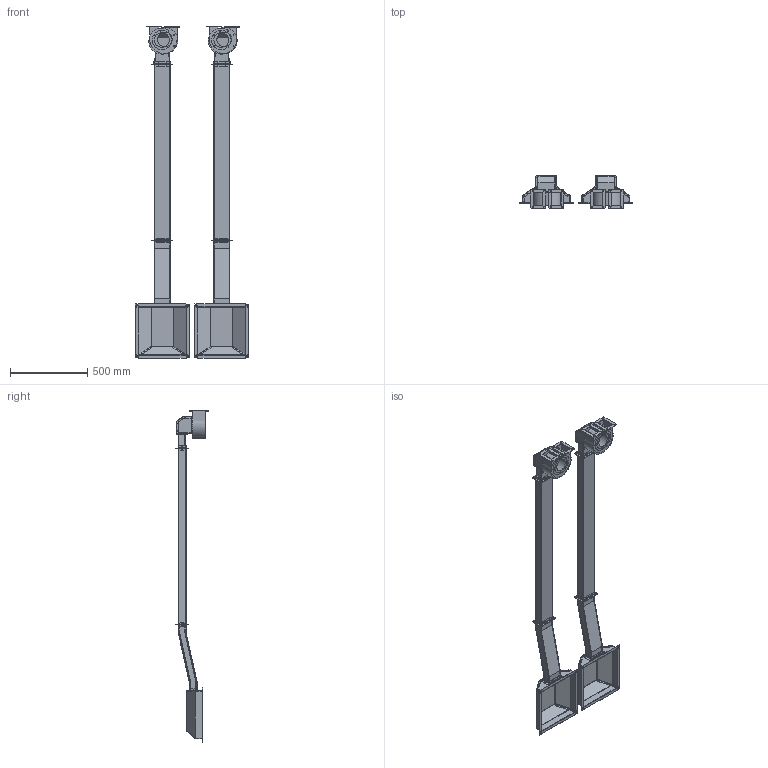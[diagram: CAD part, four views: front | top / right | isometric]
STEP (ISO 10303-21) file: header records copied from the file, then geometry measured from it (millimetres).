
FILE_DESCRIPTION(('FreeCAD Model'),'2;1');
FILE_NAME('Open CASCADE Shape Model','2025-04-27T07:25:10',('FreeCAD'),( 'FreeCAD'),'Open CASCADE STEP processor 7.6','FreeCAD','Unknown');
FILE_SCHEMA(('AUTOMOTIVE_DESIGN { 1 0 10303 214 1 1 1 1 }'));
Products named in the file (1): Open CASCADE STEP translator 7.6 1
Bounding box: 734.52 x 208.17 x 2147.21 mm (x, y, z)
Volume: 2114782.7 mm3; surface area: 4496472.3 mm2
Topology: 40 solids, 40 shells, 3828 faces, 9838 edges, 6098 vertices
Faces by surface type: bspline 3828
Entity records: 129340 total; most frequent: CARTESIAN_POINT 71437, ORIENTED_EDGE 19676, EDGE_CURVE 9838, VERTEX_POINT 6098, B_SPLINE_CURVE_WITH_KNOTS 5756, FACE_BOUND 5492, EDGE_LOOP 5492, ADVANCED_FACE 3828
